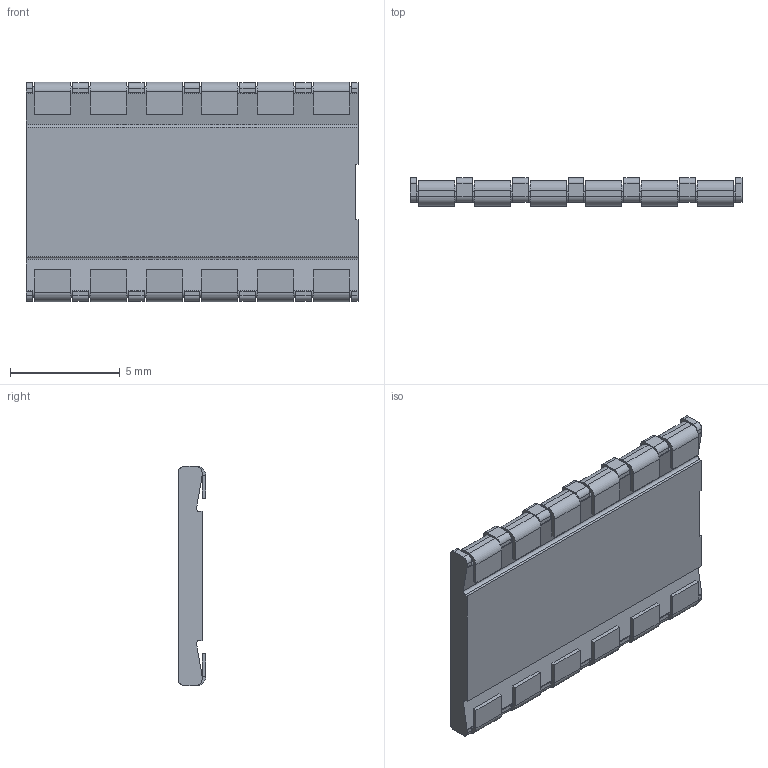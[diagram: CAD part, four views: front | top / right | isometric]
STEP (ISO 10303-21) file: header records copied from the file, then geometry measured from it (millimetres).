
FILE_DESCRIPTION((''),'2;1');
FILE_NAME('33756-77102_2','2012-11-28T',('stevec'),('Bourns, Inc.'),'PRO/ENGINEER BY PARAMETRIC TECHNOLOGY CORPORATION, 2012230','PRO/ENGINEER BY PARAMETRIC TECHNOLOGY CORPORATION, 2012230','');
FILE_SCHEMA(('CONFIG_CONTROL_DESIGN'));
Length unit declared in the file: inch
Products named in the file (1): 33756-77102_2
Bounding box: 15.14 x 1.27 x 10 mm (x, y, z)
Volume: 144.9 mm3; surface area: 510 mm2
Topology: 1 solids, 1 shells, 360 faces, 858 edges, 500 vertices
Faces by surface type: plane 268, cylinder 92
Entity records: 10142 total; most frequent: DIRECTION 1786, CARTESIAN_POINT 1718, ORIENTED_EDGE 1716, EDGE_CURVE 858, VECTOR 650, LINE 650, AXIS2_PLACEMENT_3D 568, VERTEX_POINT 500
